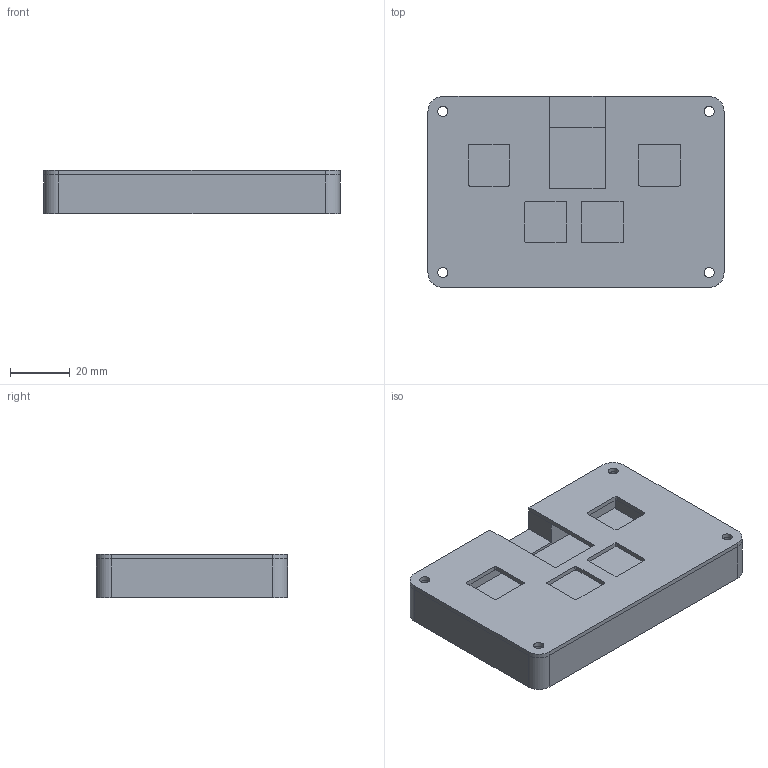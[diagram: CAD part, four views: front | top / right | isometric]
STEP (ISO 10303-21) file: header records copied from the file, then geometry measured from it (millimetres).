
FILE_DESCRIPTION(/* description */ (''),/* implementation_level */ '2;1');
FILE_NAME(/* name */ 'coolest board evr v1.step',/* time_stamp */ '2025-06-06T16:07:56-07:00',/* author */ (''),/* organization */ (''),/* preprocessor_version */ 'ST-DEVELOPER v20.1',/* originating_system */ 'Autodesk Translation Framework v14.10.0.0',/* authorisation */ '');
FILE_SCHEMA (('AUTOMOTIVE_DESIGN { 1 0 10303 214 3 1 1 }'));
Length unit declared in the file: millimetre
Products named in the file (5): coolest board evr; coolest board evr Bottom; coolest board evr_1; coolest board evr Top; PCB
Assembly tree (4 placements, depth 3):
  coolest board evr
    coolest board evr Bottom
      coolest board evr_1
    coolest board evr Top
    PCB
Bounding box: 99.21 x 64 x 14.5 mm (x, y, z)
Volume: 57778.6 mm3; surface area: 37956.1 mm2
Topology: 3 solids, 3 shells, 391 faces, 1074 edges, 716 vertices
Faces by surface type: bspline 223, plane 132, cylinder 36
Full cylindrical faces by diameter (mm): 3.4 x8, 6 x4
Entity records: 14642 total; most frequent: CARTESIAN_POINT 5981, ORIENTED_EDGE 2148, EDGE_CURVE 1074, DIRECTION 1054, VERTEX_POINT 716, LINE 556, VECTOR 556, B_SPLINE_CURVE_WITH_KNOTS 446
